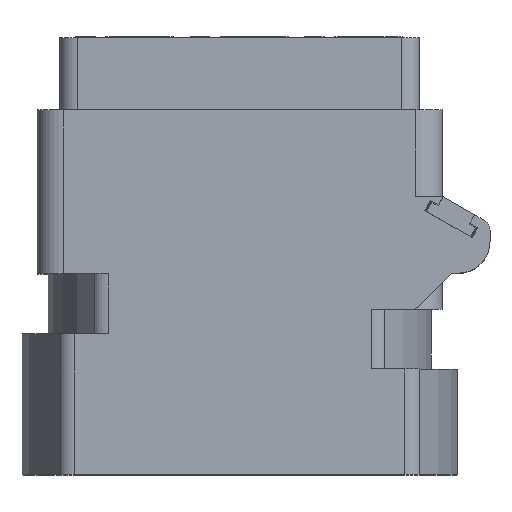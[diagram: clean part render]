
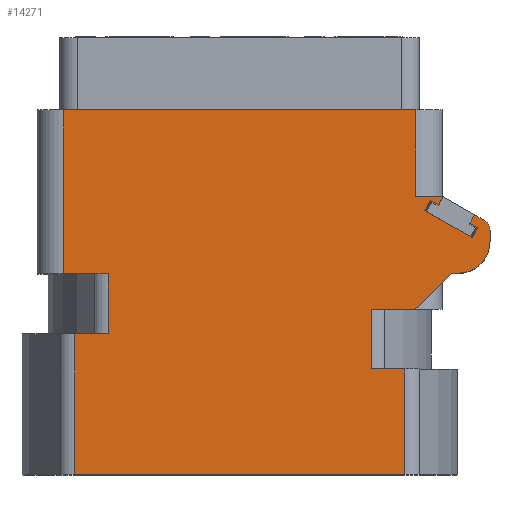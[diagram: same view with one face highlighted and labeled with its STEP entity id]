
A CAD part, top view. The second image highlights one B-rep face of the part: STEP entity #14271.
In plain terms, the highlighted planar face has unit normal (0, 0, 1).
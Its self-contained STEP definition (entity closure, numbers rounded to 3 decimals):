
#923=DIRECTION('',(0.866,-0.5,0.));
#924=VECTOR('',#923,0.525);
#925=CARTESIAN_POINT('',(10.825,15.563,7.5));
#926=LINE('',#925,#924);
#927=DIRECTION('',(0.866,-0.5,0.));
#928=VECTOR('',#927,3.1);
#929=CARTESIAN_POINT('',(10.5,15.,7.5));
#930=LINE('',#929,#928);
#931=DIRECTION('',(0.866,-0.5,0.));
#932=VECTOR('',#931,0.525);
#933=CARTESIAN_POINT('',(13.055,14.275,7.5));
#934=LINE('',#933,#932);
#935=DIRECTION('',(0.5,0.866,0.));
#936=VECTOR('',#935,0.55);
#937=CARTESIAN_POINT('',(13.055,14.275,7.5));
#938=LINE('',#937,#936);
#939=DIRECTION('',(0.866,-0.5,0.));
#940=VECTOR('',#939,0.629);
#941=CARTESIAN_POINT('',(13.33,14.752,7.5));
#942=LINE('',#941,#940);
#943=CARTESIAN_POINT('',(13.55,13.874,7.5));
#944=DIRECTION('',(0.,0.,1.));
#945=DIRECTION('',(1.,0.,0.));
#946=AXIS2_PLACEMENT_3D('',#943,#944,#945);
#948=DIRECTION('',(0.,-1.,0.));
#949=VECTOR('',#948,0.637);
#950=CARTESIAN_POINT('',(14.2,13.874,7.5));
#951=LINE('',#950,#949);
#952=CARTESIAN_POINT('',(12.4,13.237,7.5));
#953=DIRECTION('',(0.,0.,1.));
#954=DIRECTION('',(0.,-1.,0.));
#955=AXIS2_PLACEMENT_3D('',#952,#953,#954);
#957=DIRECTION('',(-1.,0.,0.));
#958=VECTOR('',#957,0.368);
#959=CARTESIAN_POINT('',(12.4,11.437,7.5));
#960=LINE('',#959,#958);
#961=DIRECTION('',(1.,0.,0.));
#962=VECTOR('',#961,18.731);
#963=CARTESIAN_POINT('',(-9.365,0.,7.5));
#964=LINE('',#963,#962);
#965=DIRECTION('',(-1.,0.,0.));
#966=VECTOR('',#965,20.);
#967=CARTESIAN_POINT('',(10.,20.7,7.5));
#968=LINE('',#967,#966);
#969=DIRECTION('',(0.,-1.,0.));
#970=VECTOR('',#969,4.892);
#971=CARTESIAN_POINT('',(10.,20.7,7.5));
#972=LINE('',#971,#970);
#973=DIRECTION('',(1.,0.,0.));
#974=VECTOR('',#973,1.5);
#975=CARTESIAN_POINT('',(10.,15.808,7.5));
#976=LINE('',#975,#974);
#977=DIRECTION('',(0.866,-0.5,0.));
#978=VECTOR('',#977,0.063);
#979=CARTESIAN_POINT('',(11.5,15.808,7.5));
#980=LINE('',#979,#978);
#981=DIRECTION('',(-0.5,-0.866,0.));
#982=VECTOR('',#981,0.55);
#983=CARTESIAN_POINT('',(11.555,15.777,7.5));
#984=LINE('',#983,#982);
#1029=DIRECTION('',(-0.5,-0.866,0.));
#1030=VECTOR('',#1029,0.65);
#1031=CARTESIAN_POINT('',(13.51,14.013,7.5));
#1032=LINE('',#1031,#1030);
#1041=DIRECTION('',(0.5,0.866,0.));
#1042=VECTOR('',#1041,0.65);
#1043=CARTESIAN_POINT('',(10.5,15.,7.5));
#1044=LINE('',#1043,#1042);
#1065=DIRECTION('',(0.707,0.707,0.));
#1066=VECTOR('',#1065,2.874);
#1067=CARTESIAN_POINT('',(10.,9.405,7.5));
#1068=LINE('',#1067,#1066);
#1128=DIRECTION('',(1.,0.,0.));
#1129=VECTOR('',#1128,2.533);
#1130=CARTESIAN_POINT('',(7.467,9.4,7.5));
#1131=LINE('',#1130,#1129);
#1168=DIRECTION('',(-1.,0.,0.));
#1169=VECTOR('',#1168,1.898);
#1170=CARTESIAN_POINT('',(9.365,6.,7.5));
#1171=LINE('',#1170,#1169);
#1172=DIRECTION('',(0.,1.,0.));
#1173=VECTOR('',#1172,3.4);
#1174=CARTESIAN_POINT('',(7.467,6.,7.5));
#1175=LINE('',#1174,#1173);
#1218=DIRECTION('',(0.,1.,0.));
#1219=VECTOR('',#1218,6.);
#1220=CARTESIAN_POINT('',(9.365,0.,7.5));
#1221=LINE('',#1220,#1219);
#1263=DIRECTION('',(-1.,0.,0.));
#1264=VECTOR('',#1263,1.898);
#1265=CARTESIAN_POINT('',(-7.467,8.,7.5));
#1266=LINE('',#1265,#1264);
#1303=DIRECTION('',(1.,0.,0.));
#1304=VECTOR('',#1303,2.533);
#1305=CARTESIAN_POINT('',(-10.,11.4,7.5));
#1306=LINE('',#1305,#1304);
#1307=DIRECTION('',(0.,-1.,0.));
#1308=VECTOR('',#1307,3.4);
#1309=CARTESIAN_POINT('',(-7.467,11.4,7.5));
#1310=LINE('',#1309,#1308);
#1343=DIRECTION('',(0.,-1.,0.));
#1344=VECTOR('',#1343,9.3);
#1345=CARTESIAN_POINT('',(-10.,20.7,7.5));
#1346=LINE('',#1345,#1344);
#1361=DIRECTION('',(0.,-1.,0.));
#1362=VECTOR('',#1361,8.);
#1363=CARTESIAN_POINT('',(-9.365,8.,7.5));
#1364=LINE('',#1363,#1362);
#1379=DIRECTION('',(0.,1.,0.));
#1380=VECTOR('',#1379,0.005);
#1381=CARTESIAN_POINT('',(10.,9.4,7.5));
#1382=LINE('',#1381,#1380);
#11177=CARTESIAN_POINT('',(14.2,13.874,7.5));
#11178=CARTESIAN_POINT('',(13.875,14.437,7.5));
#11179=VERTEX_POINT('',#11177);
#11180=VERTEX_POINT('',#11178);
#11185=CARTESIAN_POINT('',(13.33,14.752,7.5));
#11186=VERTEX_POINT('',#11185);
#11193=CARTESIAN_POINT('',(-10.,20.7,7.5));
#11194=CARTESIAN_POINT('',(-10.,11.4,7.5));
#11195=VERTEX_POINT('',#11193);
#11196=VERTEX_POINT('',#11194);
#11209=CARTESIAN_POINT('',(10.,9.4,7.5));
#11210=CARTESIAN_POINT('',(10.,9.405,7.5));
#11211=VERTEX_POINT('',#11209);
#11212=VERTEX_POINT('',#11210);
#11225=CARTESIAN_POINT('',(12.032,11.437,7.5));
#11226=VERTEX_POINT('',#11225);
#11229=CARTESIAN_POINT('',(7.467,6.,7.5));
#11230=CARTESIAN_POINT('',(7.467,9.4,7.5));
#11231=VERTEX_POINT('',#11229);
#11232=VERTEX_POINT('',#11230);
#11237=CARTESIAN_POINT('',(9.365,0.,7.5));
#11238=CARTESIAN_POINT('',(9.365,6.,7.5));
#11239=VERTEX_POINT('',#11237);
#11240=VERTEX_POINT('',#11238);
#11261=CARTESIAN_POINT('',(-9.365,8.,7.5));
#11262=CARTESIAN_POINT('',(-9.365,0.,7.5));
#11263=VERTEX_POINT('',#11261);
#11264=VERTEX_POINT('',#11262);
#11269=CARTESIAN_POINT('',(-7.467,11.4,7.5));
#11270=CARTESIAN_POINT('',(-7.467,8.,7.5));
#11271=VERTEX_POINT('',#11269);
#11272=VERTEX_POINT('',#11270);
#11299=CARTESIAN_POINT('',(10.,15.808,7.5));
#11300=CARTESIAN_POINT('',(11.5,15.808,7.5));
#11301=VERTEX_POINT('',#11299);
#11302=VERTEX_POINT('',#11300);
#11303=CARTESIAN_POINT('',(10.,20.7,7.5));
#11304=VERTEX_POINT('',#11303);
#11385=CARTESIAN_POINT('',(12.4,11.437,7.5));
#11386=CARTESIAN_POINT('',(14.2,13.237,7.5));
#11387=VERTEX_POINT('',#11385);
#11388=VERTEX_POINT('',#11386);
#11393=CARTESIAN_POINT('',(11.555,15.777,7.5));
#11394=VERTEX_POINT('',#11393);
#11397=CARTESIAN_POINT('',(10.5,15.,7.5));
#11399=VERTEX_POINT('',#11397);
#11402=CARTESIAN_POINT('',(13.185,13.45,7.5));
#11404=VERTEX_POINT('',#11402);
#11413=CARTESIAN_POINT('',(10.825,15.563,7.5));
#11414=CARTESIAN_POINT('',(11.28,15.3,7.5));
#11415=VERTEX_POINT('',#11413);
#11416=VERTEX_POINT('',#11414);
#11417=CARTESIAN_POINT('',(13.055,14.275,7.5));
#11418=CARTESIAN_POINT('',(13.51,14.013,7.5));
#11419=VERTEX_POINT('',#11417);
#11420=VERTEX_POINT('',#11418);
#14214=CARTESIAN_POINT('',(0.,0.,7.5));
#14215=DIRECTION('',(0.,0.,1.));
#14216=DIRECTION('',(1.,0.,0.));
#14217=AXIS2_PLACEMENT_3D('',#14214,#14215,#14216);
#14218=PLANE('',#14217);
#14220=ORIENTED_EDGE('',*,*,#14219,.F.);
#14222=ORIENTED_EDGE('',*,*,#14221,.F.);
#14224=ORIENTED_EDGE('',*,*,#14223,.T.);
#14226=ORIENTED_EDGE('',*,*,#14225,.F.);
#14228=ORIENTED_EDGE('',*,*,#14227,.F.);
#14230=ORIENTED_EDGE('',*,*,#14229,.T.);
#14231=ORIENTED_EDGE('',*,*,#14132,.T.);
#14232=ORIENTED_EDGE('',*,*,#14180,.F.);
#14233=ORIENTED_EDGE('',*,*,#14193,.T.);
#14234=ORIENTED_EDGE('',*,*,#14205,.F.);
#14236=ORIENTED_EDGE('',*,*,#14235,.T.);
#14238=ORIENTED_EDGE('',*,*,#14237,.F.);
#14240=ORIENTED_EDGE('',*,*,#14239,.F.);
#14242=ORIENTED_EDGE('',*,*,#14241,.F.);
#14244=ORIENTED_EDGE('',*,*,#14243,.F.);
#14246=ORIENTED_EDGE('',*,*,#14245,.F.);
#14248=ORIENTED_EDGE('',*,*,#14247,.F.);
#14250=ORIENTED_EDGE('',*,*,#14249,.F.);
#14252=ORIENTED_EDGE('',*,*,#14251,.F.);
#14254=ORIENTED_EDGE('',*,*,#14253,.F.);
#14256=ORIENTED_EDGE('',*,*,#14255,.F.);
#14258=ORIENTED_EDGE('',*,*,#14257,.F.);
#14260=ORIENTED_EDGE('',*,*,#14259,.F.);
#14261=ORIENTED_EDGE('',*,*,#13932,.F.);
#14263=ORIENTED_EDGE('',*,*,#14262,.T.);
#14265=ORIENTED_EDGE('',*,*,#14264,.T.);
#14266=ORIENTED_EDGE('',*,*,#14140,.T.);
#14268=ORIENTED_EDGE('',*,*,#14267,.T.);
#14269=EDGE_LOOP('',(#14220,#14222,#14224,#14226,#14228,#14230,#14231,#14232,
#14233,#14234,#14236,#14238,#14240,#14242,#14244,#14246,#14248,#14250,#14252,
#14254,#14256,#14258,#14260,#14261,#14263,#14265,#14266,#14268));
#14270=FACE_OUTER_BOUND('',#14269,.F.);
#14271=ADVANCED_FACE('',(#14270),#14218,.T.);
#947=CIRCLE('',#946,0.65);
#956=CIRCLE('',#955,1.8);
#13932=EDGE_CURVE('',#11304,#11195,#968,.T.);
#14132=EDGE_CURVE('',#11186,#11180,#942,.T.);
#14140=EDGE_CURVE('',#11302,#11394,#980,.T.);
#14180=EDGE_CURVE('',#11179,#11180,#947,.T.);
#14193=EDGE_CURVE('',#11179,#11388,#951,.T.);
#14205=EDGE_CURVE('',#11387,#11388,#956,.T.);
#14219=EDGE_CURVE('',#11415,#11416,#926,.T.);
#14221=EDGE_CURVE('',#11399,#11415,#1044,.T.);
#14223=EDGE_CURVE('',#11399,#11404,#930,.T.);
#14225=EDGE_CURVE('',#11420,#11404,#1032,.T.);
#14227=EDGE_CURVE('',#11419,#11420,#934,.T.);
#14229=EDGE_CURVE('',#11419,#11186,#938,.T.);
#14235=EDGE_CURVE('',#11387,#11226,#960,.T.);
#14237=EDGE_CURVE('',#11212,#11226,#1068,.T.);
#14239=EDGE_CURVE('',#11211,#11212,#1382,.T.);
#14241=EDGE_CURVE('',#11232,#11211,#1131,.T.);
#14243=EDGE_CURVE('',#11231,#11232,#1175,.T.);
#14245=EDGE_CURVE('',#11240,#11231,#1171,.T.);
#14247=EDGE_CURVE('',#11239,#11240,#1221,.T.);
#14249=EDGE_CURVE('',#11264,#11239,#964,.T.);
#14251=EDGE_CURVE('',#11263,#11264,#1364,.T.);
#14253=EDGE_CURVE('',#11272,#11263,#1266,.T.);
#14255=EDGE_CURVE('',#11271,#11272,#1310,.T.);
#14257=EDGE_CURVE('',#11196,#11271,#1306,.T.);
#14259=EDGE_CURVE('',#11195,#11196,#1346,.T.);
#14262=EDGE_CURVE('',#11304,#11301,#972,.T.);
#14264=EDGE_CURVE('',#11301,#11302,#976,.T.);
#14267=EDGE_CURVE('',#11394,#11416,#984,.T.);
